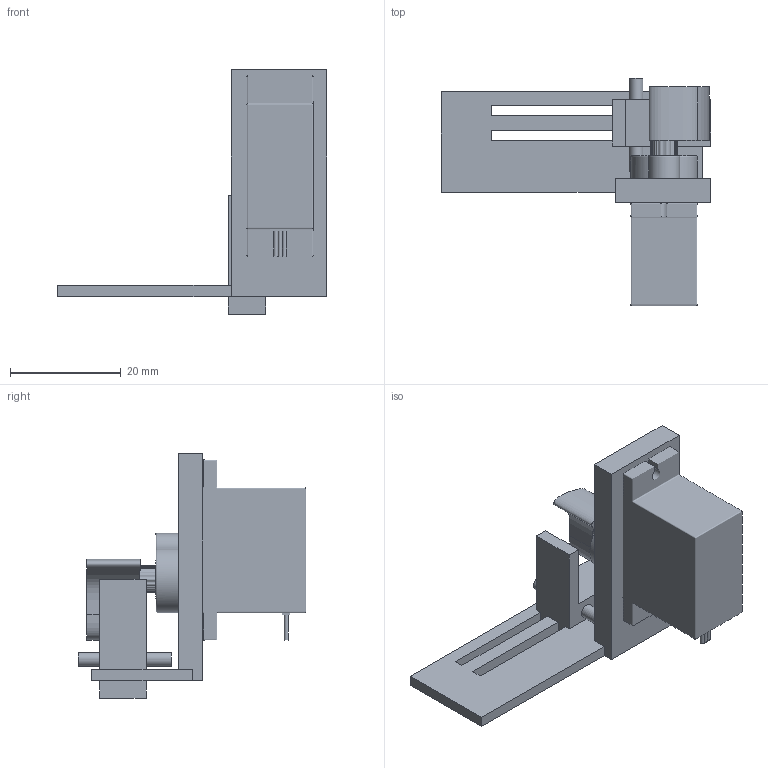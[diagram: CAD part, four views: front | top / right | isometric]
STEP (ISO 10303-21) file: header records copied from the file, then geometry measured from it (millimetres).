
FILE_DESCRIPTION(/* description */ ('STEP AP242','CAx-IF Rec.Pracs.---Representation and Presentation of Product Manufacturing Information (PMI)---4.0---2014-10-13','CAx-IF Rec.Pracs.---3D Tessellated Geometry---0.4---2014-09-14','2;1'),/* implementation_level */ '2;1');
FILE_NAME(/* name */ 'Part Studio 1',/* time_stamp */ '2025-07-05T23:33:44Z',/* author */ (''),/* organization */ (''),/* preprocessor_version */ 'ST-DEVELOPER v20',/* originating_system */ 'ONSHAPE BY PTC INC, 1.200',/* authorisation */ ' ');
FILE_SCHEMA (('AP242_MANAGED_MODEL_BASED_3D_ENGINEERING_MIM_LF { 1 0 10303 442 1 1 4 }'));
Length unit declared in the file: metre
Products named in the file (4): Part 2; Part 4; Part 1
Bounding box: 48.58 x 40.97 x 44.1 mm (x, y, z)
Volume: 5241.5 mm3; surface area: 7829.2 mm2
Topology: 3 solids, 4 shells, 56 faces, 140 edges, 92 vertices
Faces by surface type: plane 51, cylinder 2, bspline 2, other 1
Full cylindrical faces by diameter (mm): 2.506 x2
Entity records: 1816 total; most frequent: CARTESIAN_POINT 383, ORIENTED_EDGE 276, DIRECTION 252, EDGE_CURVE 138, LINE 130, VECTOR 130, VERTEX_POINT 92, EDGE_LOOP 62
